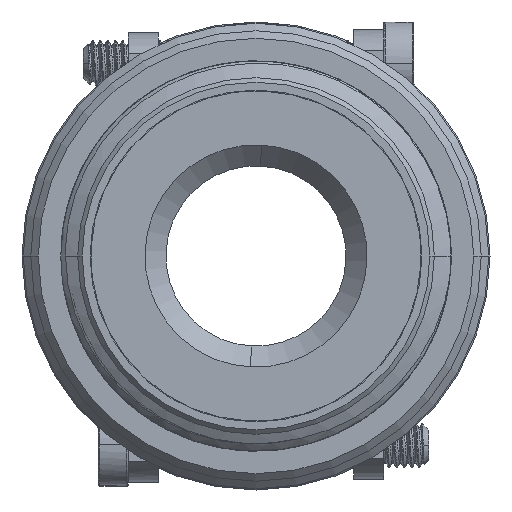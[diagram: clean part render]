
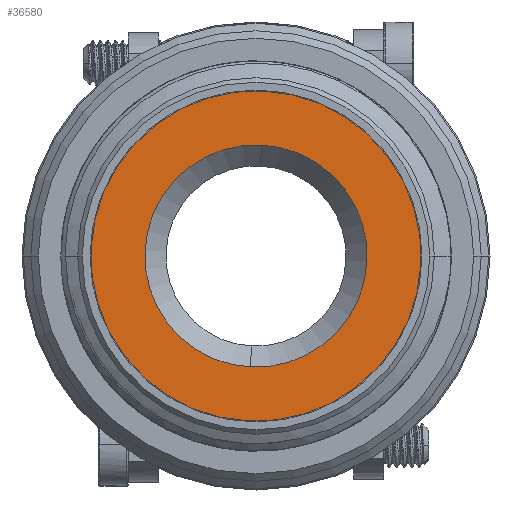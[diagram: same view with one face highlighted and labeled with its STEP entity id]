
A CAD part, left-side view. The second image highlights one B-rep face of the part: STEP entity #36580.
In plain terms, the highlighted planar face has unit normal (-1, 0, 0).
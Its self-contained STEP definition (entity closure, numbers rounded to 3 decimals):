
#17374=CARTESIAN_POINT('',(-22.3,0.,0.));
#17375=DIRECTION('',(1.,0.,0.));
#17376=DIRECTION('',(0.,-0.05,0.999));
#17377=AXIS2_PLACEMENT_3D('',#17374,#17375,#17376);
#17379=CARTESIAN_POINT('',(-22.3,0.,0.));
#17380=DIRECTION('',(-1.,0.,0.));
#17381=DIRECTION('',(0.,-0.05,0.999));
#17382=AXIS2_PLACEMENT_3D('',#17379,#17380,#17381);
#17384=CARTESIAN_POINT('',(-22.3,0.,0.));
#17385=DIRECTION('',(-1.,0.,0.));
#17386=DIRECTION('',(0.,-0.05,0.999));
#17387=AXIS2_PLACEMENT_3D('',#17384,#17385,#17386);
#18882=CARTESIAN_POINT('',(-22.3,0.,0.));
#18883=DIRECTION('',(1.,0.,0.));
#18884=DIRECTION('',(0.,-0.05,0.999));
#18885=AXIS2_PLACEMENT_3D('',#18882,#18883,#18884);
#20022=CARTESIAN_POINT('',(-22.3,-0.37,7.391));
#20023=VERTEX_POINT('',#20022);
#20036=CARTESIAN_POINT('',(-22.3,0.37,-7.391));
#20037=VERTEX_POINT('',#20036);
#20044=CARTESIAN_POINT('',(-22.3,-0.55,10.986));
#20045=CARTESIAN_POINT('',(-22.3,0.55,-10.986));
#20046=VERTEX_POINT('',#20044);
#20047=VERTEX_POINT('',#20045);
#36565=CARTESIAN_POINT('',(-22.3,0.,0.));
#36566=DIRECTION('',(-1.,0.,0.));
#36567=DIRECTION('',(0.,0.05,-0.999));
#36568=AXIS2_PLACEMENT_3D('',#36565,#36566,#36567);
#36569=PLANE('485',#36568);
#36571=ORIENTED_EDGE('1917',*,*,#36570,.F.);
#36573=ORIENTED_EDGE('1926',*,*,#36572,.T.);
#36574=EDGE_LOOP('485',(#36571,#36573));
#36575=FACE_OUTER_BOUND('485',#36574,.F.);
#36576=ORIENTED_EDGE('1925',*,*,#36551,.F.);
#36577=ORIENTED_EDGE('1916',*,*,#36533,.T.);
#36578=EDGE_LOOP('485',(#36576,#36577));
#36579=FACE_BOUND('485',#36578,.F.);
#17378=CIRCLE('1925',#17377,7.4);
#17383=CIRCLE('1916',#17382,7.4);
#17388=CIRCLE('1917',#17387,11.);
#18886=CIRCLE('1926',#18885,11.);
#36533=EDGE_CURVE('1916',#20023,#20037,#17383,.T.);
#36551=EDGE_CURVE('1925',#20023,#20037,#17378,.T.);
#36570=EDGE_CURVE('1917',#20046,#20047,#17388,.T.);
#36572=EDGE_CURVE('1926',#20046,#20047,#18886,.T.);
#36580=ADVANCED_FACE('485',(#36575,#36579),#36569,.T.);
